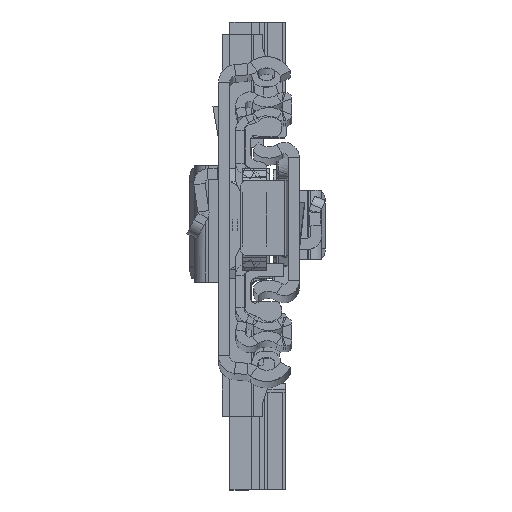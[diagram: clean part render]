
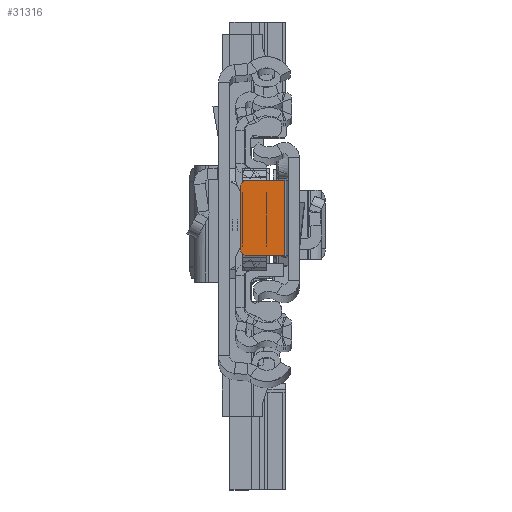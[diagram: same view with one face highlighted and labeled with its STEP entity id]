
A CAD part, top view. The second image highlights one B-rep face of the part: STEP entity #31316.
In plain terms, the highlighted planar face has unit normal (0, 0, 1).
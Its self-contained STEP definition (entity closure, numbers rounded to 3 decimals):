
#151 = VERTEX_POINT ( 'NONE', #29166 ) ;
#679 = AXIS2_PLACEMENT_3D ( 'NONE', #23318, #2157, #19957 ) ;
#1569 = CARTESIAN_POINT ( 'NONE',  ( -8.4, 6.151, -6.8 ) ) ;
#1729 = DIRECTION ( 'NONE',  ( -1., 0., 0. ) ) ;
#2010 = CARTESIAN_POINT ( 'NONE',  ( -1.8, 6.151, -6.8 ) ) ;
#2157 = DIRECTION ( 'NONE',  ( 0., 0., 1. ) ) ;
#2266 = DIRECTION ( 'NONE',  ( 1., 0., 0. ) ) ;
#4430 = EDGE_CURVE ( 'NONE', #37624, #34762, #11454, .T. ) ;
#4435 = CARTESIAN_POINT ( 'NONE',  ( -2.3, -5.849, -6.8 ) ) ;
#4548 = ORIENTED_EDGE ( 'NONE', *, *, #28784, .F. ) ;
#5034 = VECTOR ( 'NONE', #1729, 1000. ) ;
#5462 = CARTESIAN_POINT ( 'NONE',  ( -9.4, 6.151, -6.8 ) ) ;
#8218 = DIRECTION ( 'NONE',  ( 0., 0., 1. ) ) ;
#10026 = VERTEX_POINT ( 'NONE', #4435 ) ;
#10821 = ORIENTED_EDGE ( 'NONE', *, *, #18846, .F. ) ;
#11224 = DIRECTION ( 'NONE',  ( 0., 0., 1. ) ) ;
#11454 = CIRCLE ( 'NONE', #28484, 1. ) ;
#11888 = LINE ( 'NONE', #12465, #17731 ) ;
#12448 = VERTEX_POINT ( 'NONE', #15942 ) ;
#12465 = CARTESIAN_POINT ( 'NONE',  ( -2.3, 6.151, -6.8 ) ) ;
#13725 = CIRCLE ( 'NONE', #14394, 1. ) ;
#14394 = AXIS2_PLACEMENT_3D ( 'NONE', #26764, #8218, #2266 ) ;
#14868 = DIRECTION ( 'NONE',  ( 0., -1., 0. ) ) ;
#15942 = CARTESIAN_POINT ( 'NONE',  ( -9.4, -4.849, -6.8 ) ) ;
#16501 = EDGE_CURVE ( 'NONE', #12448, #151, #13725, .T. ) ;
#17731 = VECTOR ( 'NONE', #14868, 1000. ) ;
#18846 = EDGE_CURVE ( 'NONE', #10026, #151, #38318, .T. ) ;
#19166 = ORIENTED_EDGE ( 'NONE', *, *, #25182, .F. ) ;
#19755 = FACE_OUTER_BOUND ( 'NONE', #36138, .T. ) ;
#19957 = DIRECTION ( 'NONE',  ( 1., 0., 0. ) ) ;
#20882 = VECTOR ( 'NONE', #26112, 1000. ) ;
#22918 = ORIENTED_EDGE ( 'NONE', *, *, #31116, .F. ) ;
#23318 = CARTESIAN_POINT ( 'NONE',  ( 0., 0., -6.8 ) ) ;
#23354 = LINE ( 'NONE', #2010, #20882 ) ;
#23764 = VECTOR ( 'NONE', #23836, 1000. ) ;
#23836 = DIRECTION ( 'NONE',  ( 0., 1., 0. ) ) ;
#23848 = VERTEX_POINT ( 'NONE', #31758 ) ;
#25182 = EDGE_CURVE ( 'NONE', #12448, #34762, #32736, .T. ) ;
#26112 = DIRECTION ( 'NONE',  ( 1., 0., 0. ) ) ;
#26764 = CARTESIAN_POINT ( 'NONE',  ( -8.4, -4.849, -6.8 ) ) ;
#28484 = AXIS2_PLACEMENT_3D ( 'NONE', #29211, #11224, #35348 ) ;
#28784 = EDGE_CURVE ( 'NONE', #37624, #23848, #23354, .T. ) ;
#29135 = ORIENTED_EDGE ( 'NONE', *, *, #16501, .T. ) ;
#29166 = CARTESIAN_POINT ( 'NONE',  ( -8.4, -5.849, -6.8 ) ) ;
#29211 = CARTESIAN_POINT ( 'NONE',  ( -8.4, 5.151, -6.8 ) ) ;
#31116 = EDGE_CURVE ( 'NONE', #23848, #10026, #11888, .T. ) ;
#31316 = ADVANCED_FACE ( 'NONE', ( #19755 ), #32415, .T. ) ;
#31758 = CARTESIAN_POINT ( 'NONE',  ( -2.3, 6.151, -6.8 ) ) ;
#32174 = CARTESIAN_POINT ( 'NONE',  ( -9.4, -5.849, -6.8 ) ) ;
#32415 = PLANE ( 'NONE',  #679 ) ;
#32736 = LINE ( 'NONE', #5462, #23764 ) ;
#33178 = ORIENTED_EDGE ( 'NONE', *, *, #4430, .T. ) ;
#34330 = CARTESIAN_POINT ( 'NONE',  ( -9.4, 5.151, -6.8 ) ) ;
#34762 = VERTEX_POINT ( 'NONE', #34330 ) ;
#35348 = DIRECTION ( 'NONE',  ( 1., 0., 0. ) ) ;
#36138 = EDGE_LOOP ( 'NONE', ( #19166, #29135, #10821, #22918, #4548, #33178 ) ) ;
#37624 = VERTEX_POINT ( 'NONE', #1569 ) ;
#38318 = LINE ( 'NONE', #32174, #5034 ) ;
